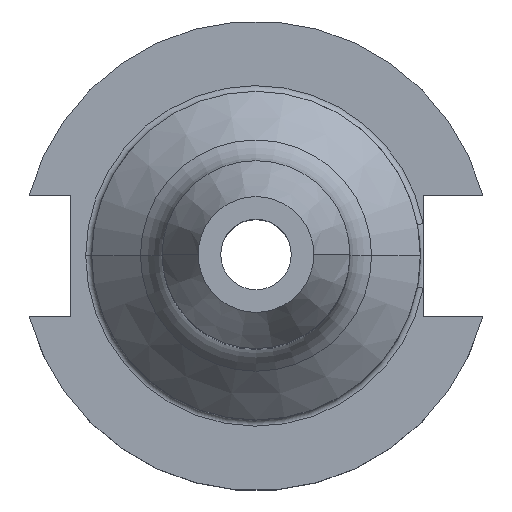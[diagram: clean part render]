
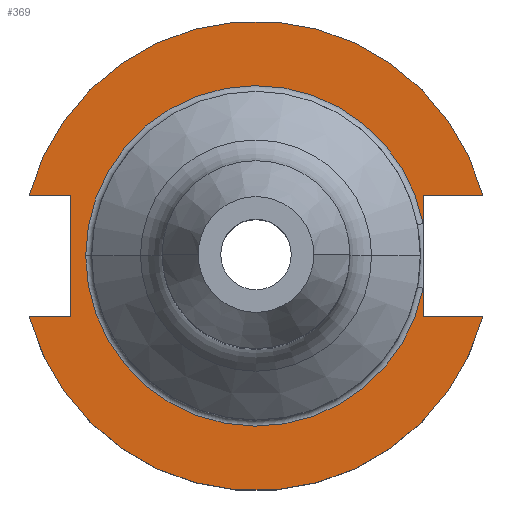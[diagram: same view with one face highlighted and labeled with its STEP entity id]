
A CAD part, top view. The second image highlights one B-rep face of the part: STEP entity #369.
In plain terms, the highlighted planar face has unit normal (0, 0, 1).
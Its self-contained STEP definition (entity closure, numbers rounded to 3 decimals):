
#5 = AXIS2_PLACEMENT_3D ( 'NONE', #803, #1598, #1229 ) ;
#46 = CARTESIAN_POINT ( 'NONE',  ( 0., 0., 19.05 ) ) ;
#47 = ORIENTED_EDGE ( 'NONE', *, *, #1577, .T. ) ;
#54 = VERTEX_POINT ( 'NONE', #1725 ) ;
#58 = VERTEX_POINT ( 'NONE', #1571 ) ;
#107 = DIRECTION ( 'NONE',  ( 0., 0., 1. ) ) ;
#125 = VERTEX_POINT ( 'NONE', #1322 ) ;
#128 = CARTESIAN_POINT ( 'NONE',  ( 22.606, 22.225, 19.05 ) ) ;
#141 = EDGE_CURVE ( 'NONE', #125, #665, #643, .T. ) ;
#172 = AXIS2_PLACEMENT_3D ( 'NONE', #1531, #368, #1412 ) ;
#178 = ORIENTED_EDGE ( 'NONE', *, *, #1595, .T. ) ;
#203 = DIRECTION ( 'NONE',  ( -1., 0., 0. ) ) ;
#213 = CARTESIAN_POINT ( 'NONE',  ( 0., 0., 19.05 ) ) ;
#226 = EDGE_CURVE ( 'NONE', #665, #1335, #759, .T. ) ;
#245 = EDGE_CURVE ( 'NONE', #537, #58, #581, .T. ) ;
#254 = CARTESIAN_POINT ( 'NONE',  ( -25.091, 8.191, 19.05 ) ) ;
#255 = LINE ( 'NONE', #128, #1099 ) ;
#271 = DIRECTION ( 'NONE',  ( 0., 1., 0. ) ) ;
#275 = CARTESIAN_POINT ( 'NONE',  ( 22.606, 4.373, 19.05 ) ) ;
#285 = VECTOR ( 'NONE', #1145, 1000. ) ;
#287 = VERTEX_POINT ( 'NONE', #540 ) ;
#307 = DIRECTION ( 'NONE',  ( 1., 0., 0. ) ) ;
#358 = CARTESIAN_POINT ( 'NONE',  ( 30.675, 8.191, 19.05 ) ) ;
#368 = DIRECTION ( 'NONE',  ( 0., 0., -1. ) ) ;
#369 = ADVANCED_FACE ( 'NONE', ( #799 ), #413, .F. ) ;
#380 = ORIENTED_EDGE ( 'NONE', *, *, #1249, .T. ) ;
#392 = DIRECTION ( 'NONE',  ( 1., 0., 0. ) ) ;
#413 = PLANE ( 'NONE',  #5 ) ;
#422 = CARTESIAN_POINT ( 'NONE',  ( -23.025, 0., 19.05 ) ) ;
#470 = LINE ( 'NONE', #755, #685 ) ;
#484 = ORIENTED_EDGE ( 'NONE', *, *, #938, .T. ) ;
#528 = DIRECTION ( 'NONE',  ( 0., -1., 0. ) ) ;
#535 = CARTESIAN_POINT ( 'NONE',  ( 30.675, -8.191, 19.05 ) ) ;
#537 = VERTEX_POINT ( 'NONE', #1171 ) ;
#540 = CARTESIAN_POINT ( 'NONE',  ( 22.606, 8.191, 19.05 ) ) ;
#572 = ORIENTED_EDGE ( 'NONE', *, *, #1376, .F. ) ;
#581 = LINE ( 'NONE', #1716, #1409 ) ;
#617 = DIRECTION ( 'NONE',  ( 0., 0., -1. ) ) ;
#643 = CIRCLE ( 'NONE', #1282, 23.025 ) ;
#646 = CARTESIAN_POINT ( 'NONE',  ( 22.606, -8.191, 19.05 ) ) ;
#654 = ORIENTED_EDGE ( 'NONE', *, *, #1381, .T. ) ;
#665 = VERTEX_POINT ( 'NONE', #422 ) ;
#669 = ORIENTED_EDGE ( 'NONE', *, *, #245, .F. ) ;
#685 = VECTOR ( 'NONE', #1597, 1000. ) ;
#739 = VECTOR ( 'NONE', #528, 1000. ) ;
#755 = CARTESIAN_POINT ( 'NONE',  ( -61.091, 8.191, 19.05 ) ) ;
#759 = CIRCLE ( 'NONE', #172, 23.025 ) ;
#767 = AXIS2_PLACEMENT_3D ( 'NONE', #46, #1660, #1121 ) ;
#773 = CARTESIAN_POINT ( 'NONE',  ( 0., 0., 19.05 ) ) ;
#799 = FACE_OUTER_BOUND ( 'NONE', #1516, .T. ) ;
#803 = CARTESIAN_POINT ( 'NONE',  ( 0., 22.225, 19.05 ) ) ;
#844 = VECTOR ( 'NONE', #307, 1000. ) ;
#875 = ORIENTED_EDGE ( 'NONE', *, *, #141, .T. ) ;
#885 = CARTESIAN_POINT ( 'NONE',  ( 22.606, 22.225, 19.05 ) ) ;
#938 = EDGE_CURVE ( 'NONE', #537, #947, #977, .T. ) ;
#947 = VERTEX_POINT ( 'NONE', #535 ) ;
#977 = CIRCLE ( 'NONE', #1039, 31.75 ) ;
#993 = CARTESIAN_POINT ( 'NONE',  ( 0., -8.191, 19.05 ) ) ;
#1039 = AXIS2_PLACEMENT_3D ( 'NONE', #773, #107, #392 ) ;
#1055 = DIRECTION ( 'NONE',  ( -1., 0., 0. ) ) ;
#1073 = LINE ( 'NONE', #254, #739 ) ;
#1099 = VECTOR ( 'NONE', #271, 1000. ) ;
#1104 = VERTEX_POINT ( 'NONE', #358 ) ;
#1111 = CIRCLE ( 'NONE', #767, 31.75 ) ;
#1121 = DIRECTION ( 'NONE',  ( 1., 0., 0. ) ) ;
#1145 = DIRECTION ( 'NONE',  ( 0., 1., 0. ) ) ;
#1156 = LINE ( 'NONE', #885, #285 ) ;
#1171 = CARTESIAN_POINT ( 'NONE',  ( -30.675, -8.191, 19.05 ) ) ;
#1179 = VERTEX_POINT ( 'NONE', #646 ) ;
#1197 = ORIENTED_EDGE ( 'NONE', *, *, #1422, .T. ) ;
#1200 = LINE ( 'NONE', #993, #844 ) ;
#1229 = DIRECTION ( 'NONE',  ( -1., 0., 0. ) ) ;
#1249 = EDGE_CURVE ( 'NONE', #1335, #287, #255, .T. ) ;
#1262 = ORIENTED_EDGE ( 'NONE', *, *, #226, .T. ) ;
#1282 = AXIS2_PLACEMENT_3D ( 'NONE', #213, #617, #203 ) ;
#1322 = CARTESIAN_POINT ( 'NONE',  ( 22.606, -4.373, 19.05 ) ) ;
#1335 = VERTEX_POINT ( 'NONE', #275 ) ;
#1376 = EDGE_CURVE ( 'NONE', #1179, #947, #1200, .T. ) ;
#1381 = EDGE_CURVE ( 'NONE', #1104, #1386, #1111, .T. ) ;
#1386 = VERTEX_POINT ( 'NONE', #1665 ) ;
#1409 = VECTOR ( 'NONE', #1455, 1000. ) ;
#1412 = DIRECTION ( 'NONE',  ( -1., 0., 0. ) ) ;
#1422 = EDGE_CURVE ( 'NONE', #54, #58, #1073, .T. ) ;
#1432 = CARTESIAN_POINT ( 'NONE',  ( 0., 8.191, 19.05 ) ) ;
#1434 = EDGE_CURVE ( 'NONE', #1104, #287, #1558, .T. ) ;
#1455 = DIRECTION ( 'NONE',  ( 1., 0., 0. ) ) ;
#1474 = ORIENTED_EDGE ( 'NONE', *, *, #1434, .F. ) ;
#1498 = VECTOR ( 'NONE', #1055, 1000. ) ;
#1516 = EDGE_LOOP ( 'NONE', ( #47, #875, #1262, #380, #1474, #654, #178, #1197, #669, #484, #572 ) ) ;
#1531 = CARTESIAN_POINT ( 'NONE',  ( 0., 0., 19.05 ) ) ;
#1558 = LINE ( 'NONE', #1432, #1498 ) ;
#1571 = CARTESIAN_POINT ( 'NONE',  ( -25.091, -8.191, 19.05 ) ) ;
#1577 = EDGE_CURVE ( 'NONE', #1179, #125, #1156, .T. ) ;
#1595 = EDGE_CURVE ( 'NONE', #1386, #54, #470, .T. ) ;
#1597 = DIRECTION ( 'NONE',  ( 1., 0., 0. ) ) ;
#1598 = DIRECTION ( 'NONE',  ( 0., 0., -1. ) ) ;
#1660 = DIRECTION ( 'NONE',  ( 0., 0., 1. ) ) ;
#1665 = CARTESIAN_POINT ( 'NONE',  ( -30.675, 8.191, 19.05 ) ) ;
#1716 = CARTESIAN_POINT ( 'NONE',  ( -61.091, -8.191, 19.05 ) ) ;
#1725 = CARTESIAN_POINT ( 'NONE',  ( -25.091, 8.191, 19.05 ) ) ;
